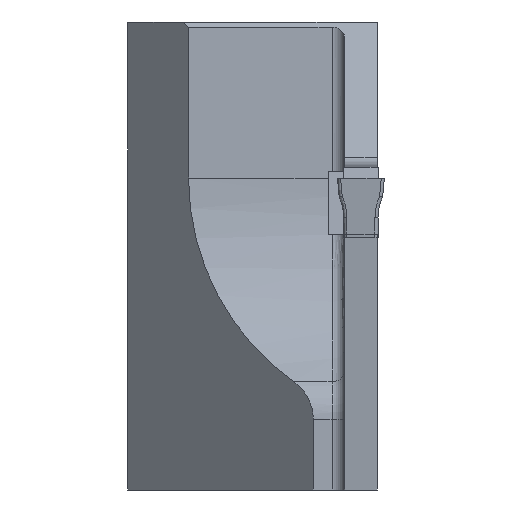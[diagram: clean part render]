
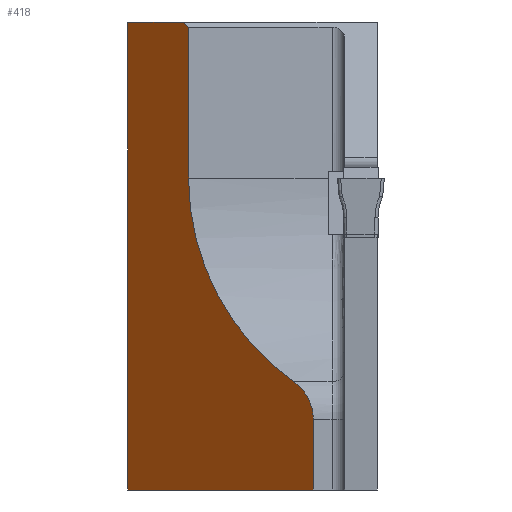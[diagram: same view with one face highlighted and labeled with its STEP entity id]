
A CAD part, left-side view. The second image highlights one B-rep face of the part: STEP entity #418.
In plain terms, the highlighted planar face has unit normal (-0.707, 0.707, 0).
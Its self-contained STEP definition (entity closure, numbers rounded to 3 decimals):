
#352=ELLIPSE('',#1722,4.243,3.);
#353=ELLIPSE('',#1726,22.627,16.);
#418=ADVANCED_FACE('',(#544),#492,.F.);
#492=PLANE('',#1731);
#544=FACE_OUTER_BOUND('',#621,.T.);
#621=EDGE_LOOP('',(#1067,#1068,#1069,#1070,#1071,#1072,#1073,#1074));
#681=LINE('',#2254,#811);
#684=LINE('',#2260,#814);
#694=LINE('',#2281,#824);
#734=LINE('',#2365,#864);
#741=LINE('',#2390,#871);
#744=LINE('',#2396,#874);
#811=VECTOR('',#1849,1.);
#814=VECTOR('',#1854,1.);
#824=VECTOR('',#1866,1.);
#864=VECTOR('',#1946,1.);
#871=VECTOR('',#1969,1.);
#874=VECTOR('',#1978,1.);
#1067=ORIENTED_EDGE('',*,*,#1549,.F.);
#1068=ORIENTED_EDGE('',*,*,#1552,.T.);
#1069=ORIENTED_EDGE('',*,*,#1484,.F.);
#1070=ORIENTED_EDGE('',*,*,#1494,.F.);
#1071=ORIENTED_EDGE('',*,*,#1481,.F.);
#1072=ORIENTED_EDGE('',*,*,#1537,.F.);
#1073=ORIENTED_EDGE('',*,*,#1540,.F.);
#1074=ORIENTED_EDGE('',*,*,#1545,.F.);
#1350=VERTEX_POINT('',#2253);
#1351=VERTEX_POINT('',#2255);
#1353=VERTEX_POINT('',#2261);
#1354=VERTEX_POINT('',#2262);
#1386=VERTEX_POINT('',#2364);
#1388=VERTEX_POINT('',#2370);
#1392=VERTEX_POINT('',#2380);
#1396=VERTEX_POINT('',#2389);
#1481=EDGE_CURVE('',#1350,#1351,#681,.T.);
#1484=EDGE_CURVE('',#1353,#1354,#684,.T.);
#1494=EDGE_CURVE('',#1351,#1353,#694,.T.);
#1537=EDGE_CURVE('',#1386,#1350,#734,.T.);
#1540=EDGE_CURVE('',#1388,#1386,#352,.T.);
#1545=EDGE_CURVE('',#1392,#1388,#353,.T.);
#1549=EDGE_CURVE('',#1396,#1392,#741,.T.);
#1552=EDGE_CURVE('',#1396,#1354,#744,.T.);
#1722=AXIS2_PLACEMENT_3D('',#2371,#1952,#1953);
#1726=AXIS2_PLACEMENT_3D('',#2381,#1962,#1963);
#1731=AXIS2_PLACEMENT_3D('',#2397,#1979,#1980);
#1849=DIRECTION('',(0.707,0.707,0.));
#1854=DIRECTION('',(-0.707,-0.707,0.));
#1866=DIRECTION('',(0.,0.,1.));
#1946=DIRECTION('',(0.,0.,-1.));
#1952=DIRECTION('',(0.707,-0.707,0.));
#1953=DIRECTION('',(-0.707,-0.707,0.));
#1962=DIRECTION('',(-0.707,0.707,0.));
#1963=DIRECTION('',(-0.707,-0.707,0.));
#1969=DIRECTION('',(0.,0.,-1.));
#1978=DIRECTION('',(0.608,0.608,0.51));
#1979=DIRECTION('',(0.707,-0.707,0.));
#1980=DIRECTION('',(0.707,0.707,0.));
#2253=CARTESIAN_POINT('',(8.,-11.9,-20.));
#2254=CARTESIAN_POINT('',(8.,-11.9,-20.));
#2255=CARTESIAN_POINT('',(19.9,0.,-20.));
#2260=CARTESIAN_POINT('',(8.,-11.9,10.));
#2261=CARTESIAN_POINT('',(19.9,0.,10.));
#2262=CARTESIAN_POINT('',(16.396,-3.504,10.));
#2281=CARTESIAN_POINT('',(19.9,0.,-22.));
#2364=CARTESIAN_POINT('',(8.,-11.9,-15.492));
#2365=CARTESIAN_POINT('',(8.,-11.9,-22.));
#2370=CARTESIAN_POINT('',(9.263,-10.637,-13.046));
#2371=CARTESIAN_POINT('',(11.,-8.9,-15.492));
#2380=CARTESIAN_POINT('',(16.,-3.9,0.));
#2381=CARTESIAN_POINT('',(0.,-19.9,0.));
#2389=CARTESIAN_POINT('',(16.,-3.9,9.668));
#2390=CARTESIAN_POINT('',(16.,-3.9,-22.));
#2396=CARTESIAN_POINT('',(7.277,-12.623,2.349));
#2397=CARTESIAN_POINT('',(8.,-11.9,-22.));
